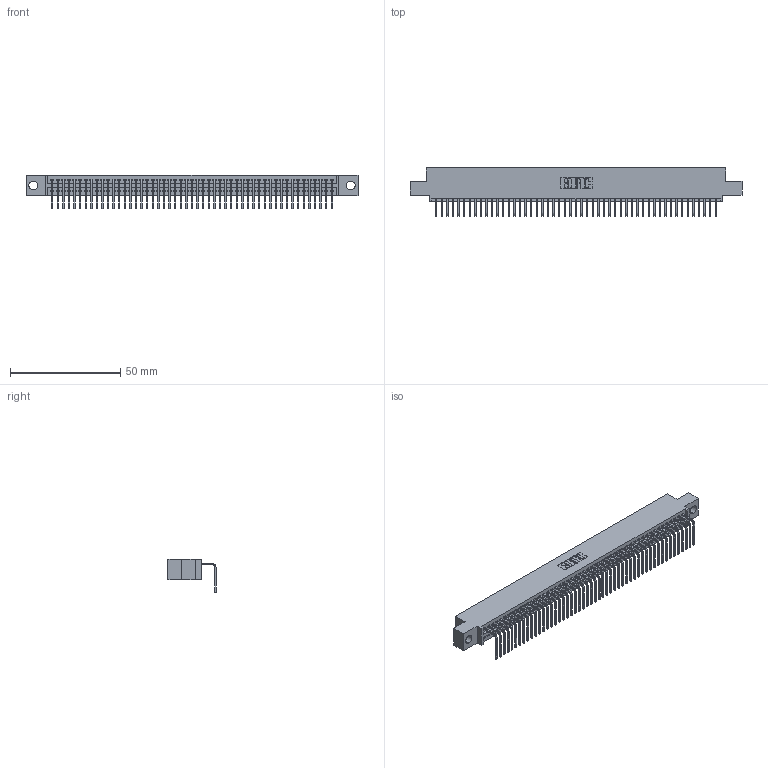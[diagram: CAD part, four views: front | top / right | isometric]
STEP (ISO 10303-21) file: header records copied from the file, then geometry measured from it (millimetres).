
FILE_DESCRIPTION (( 'STEP AP203' ), '1' );
FILE_NAME ('345-051-558-404.STEP', '2021-06-10T14:33:02', ( '' ), ( '' ), 'SwSTEP 2.0', 'SolidWorks 2020', '' );
FILE_SCHEMA (( 'CONFIG_CONTROL_DESIGN' ));
Length unit declared in the file: inch
Products named in the file (3): 345-051-558-404; 345 Part_0.110 Offset - 0.156 Dia-TI; 345-292-001_558 Tail - 2
Assembly tree (52 placements, depth 2):
  345-051-558-404
    345 Part_0.110 Offset - 0.156 Dia-TI
    345-292-001_558 Tail - 2  x51
Bounding box: 150.75 x 21.83 x 15.37 mm (x, y, z)
Volume: 14382.6 mm3; surface area: 20158.4 mm2
Topology: 52 solids, 52 shells, 3204 faces, 9671 edges, 6378 vertices
Faces by surface type: plane 2240, cylinder 964
Entity records: 37807 total; most frequent: CARTESIAN_POINT 6559, ORIENTED_EDGE 6542, DIRECTION 5713, EDGE_CURVE 3271, VECTOR 2935, LINE 2935, VERTEX_POINT 2178, AXIS2_PLACEMENT_3D 1389
